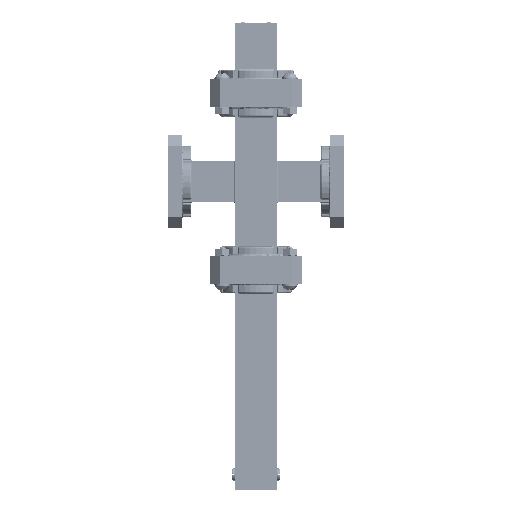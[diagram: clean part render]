
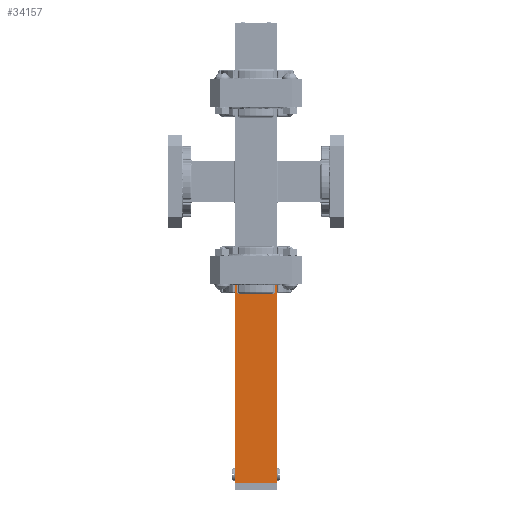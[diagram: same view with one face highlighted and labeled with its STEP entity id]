
A CAD part, front view. The second image highlights one B-rep face of the part: STEP entity #34157.
In plain terms, the highlighted planar face has unit normal (0, -1, 0).
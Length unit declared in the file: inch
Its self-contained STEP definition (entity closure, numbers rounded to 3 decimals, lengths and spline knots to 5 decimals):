
#530 = EDGE_CURVE ( 'NONE', #39816, #47309, #4806, .T. ) ;
#741 = VECTOR ( 'NONE', #56409, 39.37008 ) ;
#925 = LINE ( 'NONE', #50721, #2563 ) ;
#2076 = EDGE_CURVE ( 'NONE', #39816, #62699, #43249, .T. ) ;
#2397 = LINE ( 'NONE', #56634, #741 ) ;
#2474 = EDGE_CURVE ( 'NONE', #46703, #44343, #8630, .T. ) ;
#2563 = VECTOR ( 'NONE', #40769, 39.37008 ) ;
#3506 = AXIS2_PLACEMENT_3D ( 'NONE', #42873, #53036, #21469 ) ;
#3667 = ORIENTED_EDGE ( 'NONE', *, *, #2474, .T. ) ;
#4621 = CARTESIAN_POINT ( 'NONE',  ( -0.295, -0.1675, -3.12 ) ) ;
#4806 = CIRCLE ( 'NONE', #43075, 0.04 ) ;
#5215 = VERTEX_POINT ( 'NONE', #6219 ) ;
#5625 = FACE_OUTER_BOUND ( 'NONE', #20302, .T. ) ;
#6041 = PLANE ( 'NONE',  #3506 ) ;
#6219 = CARTESIAN_POINT ( 'NONE',  ( 0.265, -0.1675, -0.22 ) ) ;
#6812 = CARTESIAN_POINT ( 'NONE',  ( -0.265, -0.1675, -0.22 ) ) ;
#8353 = VERTEX_POINT ( 'NONE', #61628 ) ;
#8630 = LINE ( 'NONE', #17043, #49017 ) ;
#10098 = DIRECTION ( 'NONE',  ( 1., 0., 0. ) ) ;
#11422 = DIRECTION ( 'NONE',  ( -1., 0., 0. ) ) ;
#11490 = DIRECTION ( 'NONE',  ( 0., 0., 1. ) ) ;
#11885 = CARTESIAN_POINT ( 'NONE',  ( 0.225, -0.1675, -0.31 ) ) ;
#12100 = CARTESIAN_POINT ( 'NONE',  ( 0.295, -0.1675, -0.22 ) ) ;
#12918 = CARTESIAN_POINT ( 'NONE',  ( -0.225, -0.1675, -0.31 ) ) ;
#13135 = DIRECTION ( 'NONE',  ( 0., -1., 0. ) ) ;
#13626 = LINE ( 'NONE', #37875, #26056 ) ;
#13888 = ORIENTED_EDGE ( 'NONE', *, *, #40307, .T. ) ;
#14008 = ORIENTED_EDGE ( 'NONE', *, *, #43434, .F. ) ;
#14147 = VECTOR ( 'NONE', #41667, 39.37008 ) ;
#14175 = EDGE_CURVE ( 'NONE', #49211, #62699, #33116, .T. ) ;
#17043 = CARTESIAN_POINT ( 'NONE',  ( 0.295, -0.1675, -3.12 ) ) ;
#18535 = VECTOR ( 'NONE', #43610, 39.37008 ) ;
#19757 = EDGE_CURVE ( 'NONE', #8353, #46703, #51706, .T. ) ;
#20302 = EDGE_LOOP ( 'NONE', ( #42446, #13888, #27111, #23525, #48173, #36919, #25053, #14008, #39621, #3667 ) ) ;
#20557 = VERTEX_POINT ( 'NONE', #6812 ) ;
#21469 = DIRECTION ( 'NONE',  ( -1., 0., 0. ) ) ;
#23525 = ORIENTED_EDGE ( 'NONE', *, *, #2076, .T. ) ;
#25053 = ORIENTED_EDGE ( 'NONE', *, *, #51995, .T. ) ;
#26056 = VECTOR ( 'NONE', #43870, 39.37008 ) ;
#27111 = ORIENTED_EDGE ( 'NONE', *, *, #530, .F. ) ;
#29717 = CARTESIAN_POINT ( 'NONE',  ( 0.225, -0.1675, -0.35 ) ) ;
#30735 = CARTESIAN_POINT ( 'NONE',  ( 0.265, -0.1675, -0.31 ) ) ;
#31819 = VECTOR ( 'NONE', #44768, 39.37008 ) ;
#33116 = CIRCLE ( 'NONE', #59687, 0.04 ) ;
#34157 = ADVANCED_FACE ( 'NONE', ( #5625 ), #6041, .F. ) ;
#36919 = ORIENTED_EDGE ( 'NONE', *, *, #43376, .T. ) ;
#37875 = CARTESIAN_POINT ( 'NONE',  ( 0.295, -0.1675, -0.22 ) ) ;
#39621 = ORIENTED_EDGE ( 'NONE', *, *, #19757, .T. ) ;
#39816 = VERTEX_POINT ( 'NONE', #29717 ) ;
#40129 = EDGE_CURVE ( 'NONE', #44343, #5215, #13626, .T. ) ;
#40307 = EDGE_CURVE ( 'NONE', #5215, #47309, #45846, .T. ) ;
#40769 = DIRECTION ( 'NONE',  ( 0., 0., 1. ) ) ;
#41667 = DIRECTION ( 'NONE',  ( 0., 0., 1. ) ) ;
#42270 = CARTESIAN_POINT ( 'NONE',  ( -0.295, -0.1675, -0.22 ) ) ;
#42446 = ORIENTED_EDGE ( 'NONE', *, *, #40129, .T. ) ;
#42873 = CARTESIAN_POINT ( 'NONE',  ( 0., -0.1675, -3.12 ) ) ;
#43075 = AXIS2_PLACEMENT_3D ( 'NONE', #11885, #53155, #11422 ) ;
#43249 = LINE ( 'NONE', #43849, #18535 ) ;
#43376 = EDGE_CURVE ( 'NONE', #49211, #20557, #925, .T. ) ;
#43434 = EDGE_CURVE ( 'NONE', #8353, #64654, #63633, .T. ) ;
#43610 = DIRECTION ( 'NONE',  ( -1., 0., 0. ) ) ;
#43849 = CARTESIAN_POINT ( 'NONE',  ( 0., -0.1675, -0.35 ) ) ;
#43870 = DIRECTION ( 'NONE',  ( -1., 0., 0. ) ) ;
#44343 = VERTEX_POINT ( 'NONE', #12100 ) ;
#44768 = DIRECTION ( 'NONE',  ( 0., 0., -1. ) ) ;
#45846 = LINE ( 'NONE', #55170, #31819 ) ;
#46703 = VERTEX_POINT ( 'NONE', #57520 ) ;
#47309 = VERTEX_POINT ( 'NONE', #30735 ) ;
#48173 = ORIENTED_EDGE ( 'NONE', *, *, #14175, .F. ) ;
#49017 = VECTOR ( 'NONE', #11490, 39.37008 ) ;
#49211 = VERTEX_POINT ( 'NONE', #49363 ) ;
#49363 = CARTESIAN_POINT ( 'NONE',  ( -0.265, -0.1675, -0.31 ) ) ;
#50721 = CARTESIAN_POINT ( 'NONE',  ( -0.265, -0.1675, -0.22 ) ) ;
#51706 = LINE ( 'NONE', #57621, #56711 ) ;
#51995 = EDGE_CURVE ( 'NONE', #20557, #64654, #2397, .T. ) ;
#53036 = DIRECTION ( 'NONE',  ( 0., 1., 0. ) ) ;
#53155 = DIRECTION ( 'NONE',  ( 0., -1., 0. ) ) ;
#55170 = CARTESIAN_POINT ( 'NONE',  ( 0.265, -0.1675, -0.33 ) ) ;
#56409 = DIRECTION ( 'NONE',  ( -1., 0., 0. ) ) ;
#56634 = CARTESIAN_POINT ( 'NONE',  ( -0.245, -0.1675, -0.22 ) ) ;
#56711 = VECTOR ( 'NONE', #10098, 39.37008 ) ;
#57520 = CARTESIAN_POINT ( 'NONE',  ( 0.295, -0.1675, -3.02 ) ) ;
#57621 = CARTESIAN_POINT ( 'NONE',  ( 0., -0.1675, -3.02 ) ) ;
#59014 = CARTESIAN_POINT ( 'NONE',  ( -0.225, -0.1675, -0.35 ) ) ;
#59687 = AXIS2_PLACEMENT_3D ( 'NONE', #12918, #13135, #65958 ) ;
#61628 = CARTESIAN_POINT ( 'NONE',  ( -0.295, -0.1675, -3.02 ) ) ;
#62699 = VERTEX_POINT ( 'NONE', #59014 ) ;
#63633 = LINE ( 'NONE', #4621, #14147 ) ;
#64654 = VERTEX_POINT ( 'NONE', #42270 ) ;
#65958 = DIRECTION ( 'NONE',  ( -1., 0., 0. ) ) ;
